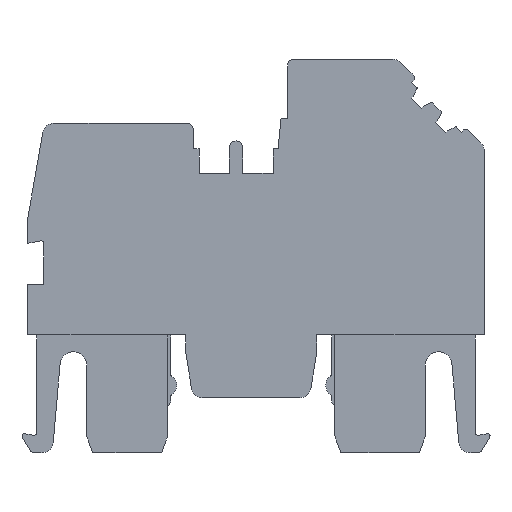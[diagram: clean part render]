
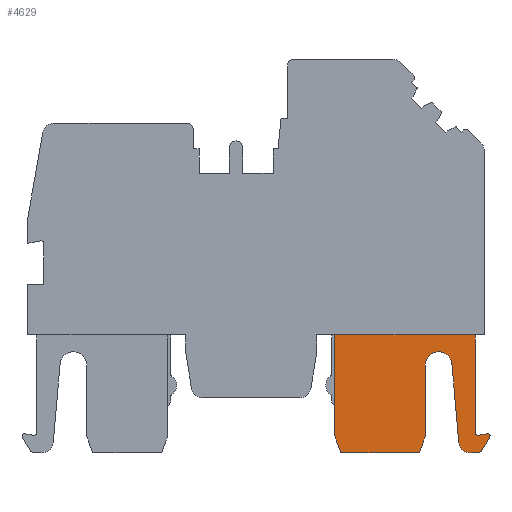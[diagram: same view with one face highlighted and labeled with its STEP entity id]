
A CAD part, left-side view. The second image highlights one B-rep face of the part: STEP entity #4629.
In plain terms, the highlighted planar face has unit normal (-1, 0, 0).
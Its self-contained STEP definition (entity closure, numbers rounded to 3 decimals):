
#4515=AXIS2_PLACEMENT_3D('Plane Axis2P3D',#4512,#4513,#4514) ;
#4547=AXIS2_PLACEMENT_3D('Circle Axis2P3D',#4545,#4546,$) ;
#4561=AXIS2_PLACEMENT_3D('Circle Axis2P3D',#4559,#4560,$) ;
#4575=AXIS2_PLACEMENT_3D('Circle Axis2P3D',#4573,#4574,$) ;
#4589=AXIS2_PLACEMENT_3D('Circle Axis2P3D',#4587,#4588,$) ;
#4603=AXIS2_PLACEMENT_3D('Circle Axis2P3D',#4601,#4602,$) ;
#1778=CARTESIAN_POINT('Vertex',(0.9,13.862,10.5)) ;
#1781=CARTESIAN_POINT('Line Origine',(0.9,8.745,10.5)) ;
#1785=CARTESIAN_POINT('Vertex',(0.9,3.627,10.5)) ;
#1788=CARTESIAN_POINT('Line Origine',(0.9,3.301,10.5)) ;
#1792=CARTESIAN_POINT('Vertex',(0.9,2.974,10.5)) ;
#1795=CARTESIAN_POINT('Line Origine',(0.9,2.865,10.5)) ;
#1799=CARTESIAN_POINT('Vertex',(0.9,2.756,10.5)) ;
#1802=CARTESIAN_POINT('Line Origine',(0.9,2.459,10.5)) ;
#1806=CARTESIAN_POINT('Vertex',(0.9,2.162,10.5)) ;
#1809=CARTESIAN_POINT('Line Origine',(0.9,2.062,10.5)) ;
#1813=CARTESIAN_POINT('Vertex',(0.9,1.962,10.5)) ;
#1816=CARTESIAN_POINT('Line Origine',(0.9,1.637,10.5)) ;
#1820=CARTESIAN_POINT('Vertex',(0.9,1.312,10.5)) ;
#4342=CARTESIAN_POINT('Vertex',(0.9,13.862,1.5)) ;
#4345=CARTESIAN_POINT('Line Origine',(0.9,13.862,6.)) ;
#4497=CARTESIAN_POINT('Vertex',(0.9,1.312,1.798)) ;
#4500=CARTESIAN_POINT('Line Origine',(0.9,1.312,6.149)) ;
#4512=CARTESIAN_POINT('Axis2P3D Location',(0.9,-5.888,10.5)) ;
#4517=CARTESIAN_POINT('Line Origine',(0.9,13.589,0.75)) ;
#4521=CARTESIAN_POINT('Vertex',(0.9,13.316,0.)) ;
#4524=CARTESIAN_POINT('Line Origine',(0.9,9.812,0.)) ;
#4528=CARTESIAN_POINT('Vertex',(0.9,6.308,0.)) ;
#4531=CARTESIAN_POINT('Line Origine',(0.9,6.035,0.75)) ;
#4535=CARTESIAN_POINT('Vertex',(0.9,5.762,1.5)) ;
#4538=CARTESIAN_POINT('Line Origine',(0.9,5.762,4.659)) ;
#4542=CARTESIAN_POINT('Vertex',(0.9,5.762,7.817)) ;
#4545=CARTESIAN_POINT('Axis2P3D Location',(0.9,4.58,7.817)) ;
#4549=CARTESIAN_POINT('Vertex',(0.9,3.401,7.92)) ;
#4552=CARTESIAN_POINT('Line Origine',(0.9,3.095,4.417)) ;
#4556=CARTESIAN_POINT('Vertex',(0.9,2.788,0.913)) ;
#4559=CARTESIAN_POINT('Axis2P3D Location',(0.9,1.792,1.)) ;
#4563=CARTESIAN_POINT('Vertex',(0.9,1.792,0.)) ;
#4566=CARTESIAN_POINT('Line Origine',(0.9,1.456,0.)) ;
#4570=CARTESIAN_POINT('Vertex',(0.9,1.12,0.)) ;
#4573=CARTESIAN_POINT('Axis2P3D Location',(0.9,1.12,0.5)) ;
#4577=CARTESIAN_POINT('Vertex',(0.9,0.687,0.25)) ;
#4580=CARTESIAN_POINT('Line Origine',(0.9,0.357,0.822)) ;
#4584=CARTESIAN_POINT('Vertex',(0.9,0.027,1.393)) ;
#4587=CARTESIAN_POINT('Axis2P3D Location',(0.9,0.2,1.493)) ;
#4591=CARTESIAN_POINT('Vertex',(0.9,0.235,1.69)) ;
#4594=CARTESIAN_POINT('Line Origine',(0.9,0.627,1.621)) ;
#4598=CARTESIAN_POINT('Vertex',(0.9,1.019,1.552)) ;
#4601=CARTESIAN_POINT('Axis2P3D Location',(0.9,1.062,1.798)) ;
#1782=DIRECTION('Vector Direction',(0.,1.,0.)) ;
#1789=DIRECTION('Vector Direction',(0.,-1.,0.)) ;
#1796=DIRECTION('Vector Direction',(0.,1.,0.)) ;
#1803=DIRECTION('Vector Direction',(0.,1.,0.)) ;
#1810=DIRECTION('Vector Direction',(0.,1.,0.)) ;
#1817=DIRECTION('Vector Direction',(0.,-1.,0.)) ;
#4346=DIRECTION('Vector Direction',(0.,0.,-1.)) ;
#4501=DIRECTION('Vector Direction',(0.,0.,-1.)) ;
#4513=DIRECTION('Axis2P3D Direction',(1.,0.,0.)) ;
#4514=DIRECTION('Axis2P3D XDirection',(0.,0.,-1.)) ;
#4518=DIRECTION('Vector Direction',(0.,-0.342,-0.94)) ;
#4525=DIRECTION('Vector Direction',(0.,1.,0.)) ;
#4532=DIRECTION('Vector Direction',(0.,0.342,-0.94)) ;
#4539=DIRECTION('Vector Direction',(0.,0.,-1.)) ;
#4546=DIRECTION('Axis2P3D Direction',(1.,0.,0.)) ;
#4553=DIRECTION('Vector Direction',(0.,0.087,0.996)) ;
#4560=DIRECTION('Axis2P3D Direction',(1.,0.,0.)) ;
#4567=DIRECTION('Vector Direction',(0.,1.,0.)) ;
#4574=DIRECTION('Axis2P3D Direction',(1.,0.,0.)) ;
#4581=DIRECTION('Vector Direction',(0.,0.5,-0.866)) ;
#4588=DIRECTION('Axis2P3D Direction',(1.,0.,0.)) ;
#4595=DIRECTION('Vector Direction',(0.,-0.985,0.174)) ;
#4602=DIRECTION('Axis2P3D Direction',(1.,0.,0.)) ;
#1783=VECTOR('Line Direction',#1782,1.) ;
#1790=VECTOR('Line Direction',#1789,1.) ;
#1797=VECTOR('Line Direction',#1796,1.) ;
#1804=VECTOR('Line Direction',#1803,1.) ;
#1811=VECTOR('Line Direction',#1810,1.) ;
#1818=VECTOR('Line Direction',#1817,1.) ;
#4347=VECTOR('Line Direction',#4346,1.) ;
#4502=VECTOR('Line Direction',#4501,1.) ;
#4519=VECTOR('Line Direction',#4518,1.) ;
#4526=VECTOR('Line Direction',#4525,1.) ;
#4533=VECTOR('Line Direction',#4532,1.) ;
#4540=VECTOR('Line Direction',#4539,1.) ;
#4554=VECTOR('Line Direction',#4553,1.) ;
#4568=VECTOR('Line Direction',#4567,1.) ;
#4582=VECTOR('Line Direction',#4581,1.) ;
#4596=VECTOR('Line Direction',#4595,1.) ;
#4607=ORIENTED_EDGE('',*,*,#1808,.T.) ;
#4608=ORIENTED_EDGE('',*,*,#1801,.T.) ;
#4609=ORIENTED_EDGE('',*,*,#1794,.T.) ;
#4610=ORIENTED_EDGE('',*,*,#1787,.T.) ;
#4611=ORIENTED_EDGE('',*,*,#4349,.T.) ;
#4612=ORIENTED_EDGE('',*,*,#4523,.T.) ;
#4613=ORIENTED_EDGE('',*,*,#4530,.F.) ;
#4614=ORIENTED_EDGE('',*,*,#4537,.F.) ;
#4615=ORIENTED_EDGE('',*,*,#4544,.F.) ;
#4616=ORIENTED_EDGE('',*,*,#4551,.T.) ;
#4617=ORIENTED_EDGE('',*,*,#4558,.T.) ;
#4618=ORIENTED_EDGE('',*,*,#4565,.F.) ;
#4619=ORIENTED_EDGE('',*,*,#4572,.F.) ;
#4620=ORIENTED_EDGE('',*,*,#4579,.F.) ;
#4621=ORIENTED_EDGE('',*,*,#4586,.F.) ;
#4622=ORIENTED_EDGE('',*,*,#4593,.F.) ;
#4623=ORIENTED_EDGE('',*,*,#4600,.F.) ;
#4624=ORIENTED_EDGE('',*,*,#4605,.F.) ;
#4625=ORIENTED_EDGE('',*,*,#4504,.F.) ;
#4626=ORIENTED_EDGE('',*,*,#1822,.T.) ;
#4627=ORIENTED_EDGE('',*,*,#1815,.T.) ;
#4629=ADVANCED_FACE('KLTR',(#4628),#4516,.F.) ;
#4548=CIRCLE('generated circle',#4547,1.183) ;
#4562=CIRCLE('generated circle',#4561,1.) ;
#4576=CIRCLE('generated circle',#4575,0.5) ;
#4590=CIRCLE('generated circle',#4589,0.2) ;
#4604=CIRCLE('generated circle',#4603,0.25) ;
#1787=EDGE_CURVE('',#1786,#1779,#1784,.T.) ;
#1794=EDGE_CURVE('',#1793,#1786,#1791,.F.) ;
#1801=EDGE_CURVE('',#1800,#1793,#1798,.T.) ;
#1808=EDGE_CURVE('',#1807,#1800,#1805,.T.) ;
#1815=EDGE_CURVE('',#1814,#1807,#1812,.T.) ;
#1822=EDGE_CURVE('',#1821,#1814,#1819,.F.) ;
#4349=EDGE_CURVE('',#1779,#4343,#4348,.T.) ;
#4504=EDGE_CURVE('',#1821,#4498,#4503,.T.) ;
#4523=EDGE_CURVE('',#4343,#4522,#4520,.T.) ;
#4530=EDGE_CURVE('',#4529,#4522,#4527,.T.) ;
#4537=EDGE_CURVE('',#4536,#4529,#4534,.T.) ;
#4544=EDGE_CURVE('',#4543,#4536,#4541,.T.) ;
#4551=EDGE_CURVE('',#4543,#4550,#4548,.T.) ;
#4558=EDGE_CURVE('',#4550,#4557,#4555,.F.) ;
#4565=EDGE_CURVE('',#4564,#4557,#4562,.T.) ;
#4572=EDGE_CURVE('',#4571,#4564,#4569,.T.) ;
#4579=EDGE_CURVE('',#4578,#4571,#4576,.T.) ;
#4586=EDGE_CURVE('',#4585,#4578,#4583,.T.) ;
#4593=EDGE_CURVE('',#4592,#4585,#4590,.T.) ;
#4600=EDGE_CURVE('',#4599,#4592,#4597,.T.) ;
#4605=EDGE_CURVE('',#4498,#4599,#4604,.F.) ;
#4606=EDGE_LOOP('',(#4607,#4608,#4609,#4610,#4611,#4612,#4613,#4614,#4615,#4616,#4617,#4618,#4619,#4620,#4621,#4622,#4623,#4624,#4625,#4626,#4627)) ;
#4628=FACE_OUTER_BOUND('',#4606,.T.) ;
#1784=LINE('Line',#1781,#1783) ;
#1791=LINE('Line',#1788,#1790) ;
#1798=LINE('Line',#1795,#1797) ;
#1805=LINE('Line',#1802,#1804) ;
#1812=LINE('Line',#1809,#1811) ;
#1819=LINE('Line',#1816,#1818) ;
#4348=LINE('Line',#4345,#4347) ;
#4503=LINE('Line',#4500,#4502) ;
#4520=LINE('Line',#4517,#4519) ;
#4527=LINE('Line',#4524,#4526) ;
#4534=LINE('Line',#4531,#4533) ;
#4541=LINE('Line',#4538,#4540) ;
#4555=LINE('Line',#4552,#4554) ;
#4569=LINE('Line',#4566,#4568) ;
#4583=LINE('Line',#4580,#4582) ;
#4597=LINE('Line',#4594,#4596) ;
#4516=PLANE('',#4515) ;
#1779=VERTEX_POINT('',#1778) ;
#1786=VERTEX_POINT('',#1785) ;
#1793=VERTEX_POINT('',#1792) ;
#1800=VERTEX_POINT('',#1799) ;
#1807=VERTEX_POINT('',#1806) ;
#1814=VERTEX_POINT('',#1813) ;
#1821=VERTEX_POINT('',#1820) ;
#4343=VERTEX_POINT('',#4342) ;
#4498=VERTEX_POINT('',#4497) ;
#4522=VERTEX_POINT('',#4521) ;
#4529=VERTEX_POINT('',#4528) ;
#4536=VERTEX_POINT('',#4535) ;
#4543=VERTEX_POINT('',#4542) ;
#4550=VERTEX_POINT('',#4549) ;
#4557=VERTEX_POINT('',#4556) ;
#4564=VERTEX_POINT('',#4563) ;
#4571=VERTEX_POINT('',#4570) ;
#4578=VERTEX_POINT('',#4577) ;
#4585=VERTEX_POINT('',#4584) ;
#4592=VERTEX_POINT('',#4591) ;
#4599=VERTEX_POINT('',#4598) ;
